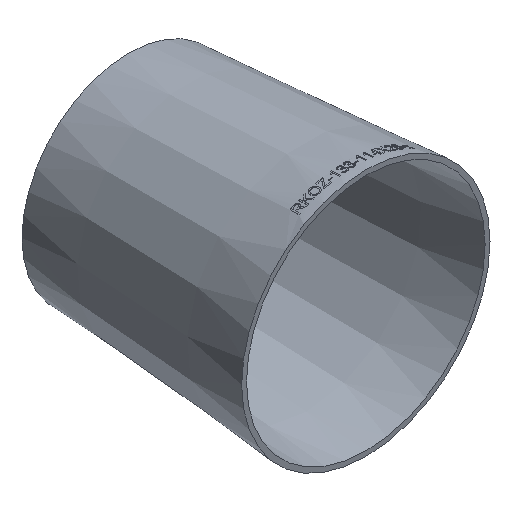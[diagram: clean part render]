
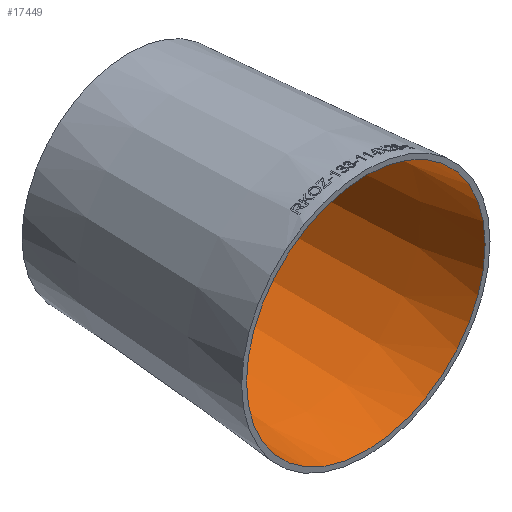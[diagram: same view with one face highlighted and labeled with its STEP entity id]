
A CAD part, isometric view. The second image highlights one B-rep face of the part: STEP entity #17449.
In plain terms, the highlighted conical face has half-angle 4.211 degrees and reference radius 63.893 mm.
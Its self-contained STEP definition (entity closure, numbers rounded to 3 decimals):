
#1318 = AXIS2_PLACEMENT_3D ( 'NONE', #12545, #14198, #6161 ) ;
#2827 = ORIENTED_EDGE ( 'NONE', *, *, #4826, .F. ) ;
#3473 = CARTESIAN_POINT ( 'NONE',  ( 0., 0., -63.893 ) ) ;
#4782 = CIRCLE ( 'NONE', #22239, 63.893 ) ;
#4826 = EDGE_CURVE ( 'NONE', #17376, #17376, #21654, .T. ) ;
#6161 = DIRECTION ( 'NONE',  ( 0., 0., -1. ) ) ;
#6228 = DIRECTION ( 'NONE',  ( 0., -1., 0. ) ) ;
#6970 = EDGE_LOOP ( 'NONE', ( #2827 ) ) ;
#9067 = ORIENTED_EDGE ( 'NONE', *, *, #18214, .T. ) ;
#9358 = DIRECTION ( 'NONE',  ( 0., -1., 0. ) ) ;
#9722 = VERTEX_POINT ( 'NONE', #3473 ) ;
#12545 = CARTESIAN_POINT ( 'NONE',  ( 0., 127., 0. ) ) ;
#13441 = CARTESIAN_POINT ( 'NONE',  ( 0., 0., 0. ) ) ;
#13744 = FACE_OUTER_BOUND ( 'NONE', #16060, .T. ) ;
#14165 = AXIS2_PLACEMENT_3D ( 'NONE', #14253, #6228, #22008 ) ;
#14198 = DIRECTION ( 'NONE',  ( 0., -1., 0. ) ) ;
#14253 = CARTESIAN_POINT ( 'NONE',  ( 0., 0., 0. ) ) ;
#15224 = DIRECTION ( 'NONE',  ( 0., 0., -1. ) ) ;
#16060 = EDGE_LOOP ( 'NONE', ( #9067 ) ) ;
#17376 = VERTEX_POINT ( 'NONE', #19397 ) ;
#17449 = ADVANCED_FACE ( 'NONE', ( #21633, #13744 ), #25108, .F. ) ;
#18214 = EDGE_CURVE ( 'NONE', #9722, #9722, #4782, .T. ) ;
#19397 = CARTESIAN_POINT ( 'NONE',  ( 0., 127., -54.543 ) ) ;
#21633 = FACE_BOUND ( 'NONE', #6970, .T. ) ;
#21654 = CIRCLE ( 'NONE', #1318, 54.543 ) ;
#22008 = DIRECTION ( 'NONE',  ( 0., 0., -1. ) ) ;
#22239 = AXIS2_PLACEMENT_3D ( 'NONE', #13441, #9358, #15224 ) ;
#25108 = CONICAL_SURFACE ( 'NONE', #14165, 63.893, 0.073 ) ;
